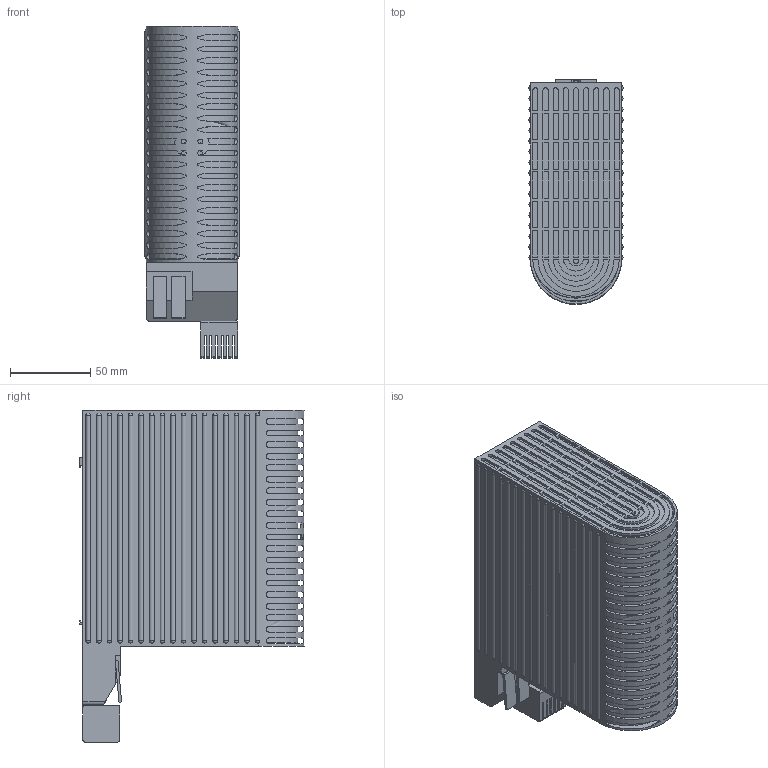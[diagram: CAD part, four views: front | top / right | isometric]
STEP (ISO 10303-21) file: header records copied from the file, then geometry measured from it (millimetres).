
FILE_DESCRIPTION (( 'STEP AP214' ), '1' );
FILE_NAME ('06513.0-00.STEP', '2024-09-12T19:38:26', ( '' ), ( '' ), 'SwSTEP 2.0', 'SolidWorks 2023', '' );
FILE_SCHEMA (( 'AUTOMOTIVE_DESIGN' ));
Length unit declared in the file: inch
Products named in the file (1): 06513.0-00
Bounding box: 58.65 x 140 x 207 mm (x, y, z)
Volume: 1134007.2 mm3; surface area: 125428 mm2
Topology: 3 solids, 3 shells, 628 faces, 2037 edges, 1398 vertices
Faces by surface type: plane 387, cylinder 173, bspline 68
Entity records: 31482 total; most frequent: CARTESIAN_POINT 13881, ORIENTED_EDGE 4074, DIRECTION 3038, EDGE_CURVE 2037, VERTEX_POINT 1398, VECTOR 1254, LINE 1254, AXIS2_PLACEMENT_3D 892
